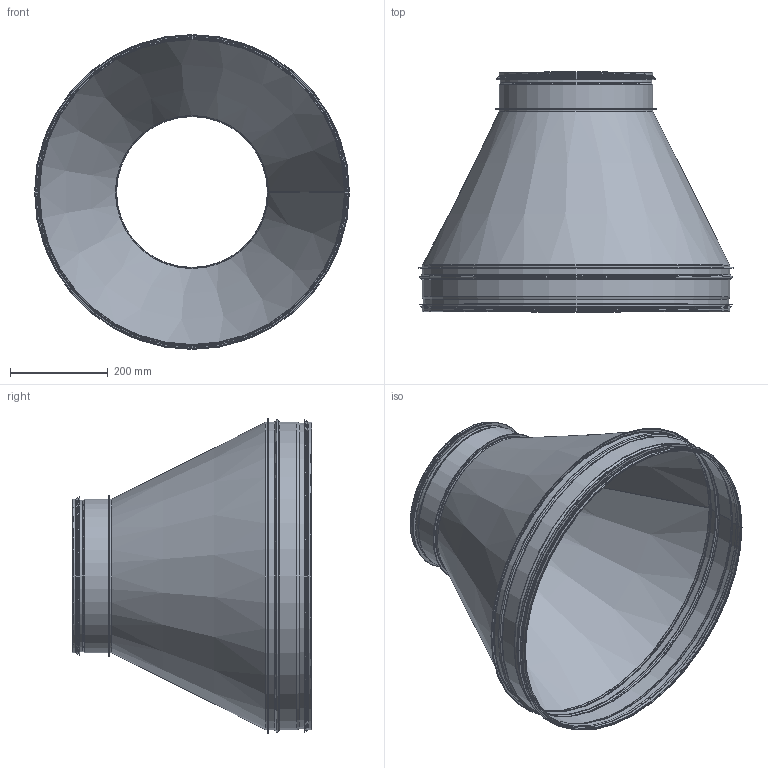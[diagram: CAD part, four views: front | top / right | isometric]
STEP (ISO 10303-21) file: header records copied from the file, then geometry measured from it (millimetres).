
FILE_DESCRIPTION((''),'2;1');
FILE_NAME('HFC_11-08.stp','2014-02-19T13:46:07',(''),(''),'Autodesk Inventor 2013','Autodesk Inventor 2013','');
FILE_SCHEMA(('AUTOMOTIVE_DESIGN { 1 2 10303 214 0 1 1 1 }'));
Length unit declared in the file: millimetre
Products named in the file (8): HFC_11-08; KonFallsadHFC_630-315; HSGMedFals-630; HSGMedFalsRörämne-630; 999011; StosMedFals-315; StosMedFalsRörämne-315; 999008
Assembly tree (7 placements, depth 3):
  HFC_11-08
    KonFallsadHFC_630-315
    HSGMedFals-630
      HSGMedFalsRörämne-630
      999011
    StosMedFals-315
      StosMedFalsRörämne-315
      999008
Bounding box: 643.2 x 489.47 x 643.2 mm (x, y, z)
Volume: 591614.8 mm3; surface area: 1899136.8 mm2
Topology: 5 solids, 5 shells, 206 faces, 404 edges, 214 vertices
Faces by surface type: plane 104, torus 50, cylinder 34, cone 18
Full cylindrical faces by diameter (mm): 308.05 x1, 309.05 x1, 310.25 x1, 312.65 x1, 312.85 x5, 313.85 x3, 316.85 x1, 319.25 x1, 324.25 x1, 327.85 x1, 622.9 x1, 623.9 x1, 625.1 x1, 627.5 x1, 627.7 x6, 628.7 x4, 631.7 x1, 634.1 x1, 639.1 x1, 639.7 x1
Entity records: 5465 total; most frequent: DIRECTION 1020, CARTESIAN_POINT 811, ORIENTED_EDGE 752, AXIS2_PLACEMENT_3D 423, EDGE_CURVE 376, EDGE_LOOP 244, VERTEX_POINT 214, STYLED_ITEM 211
